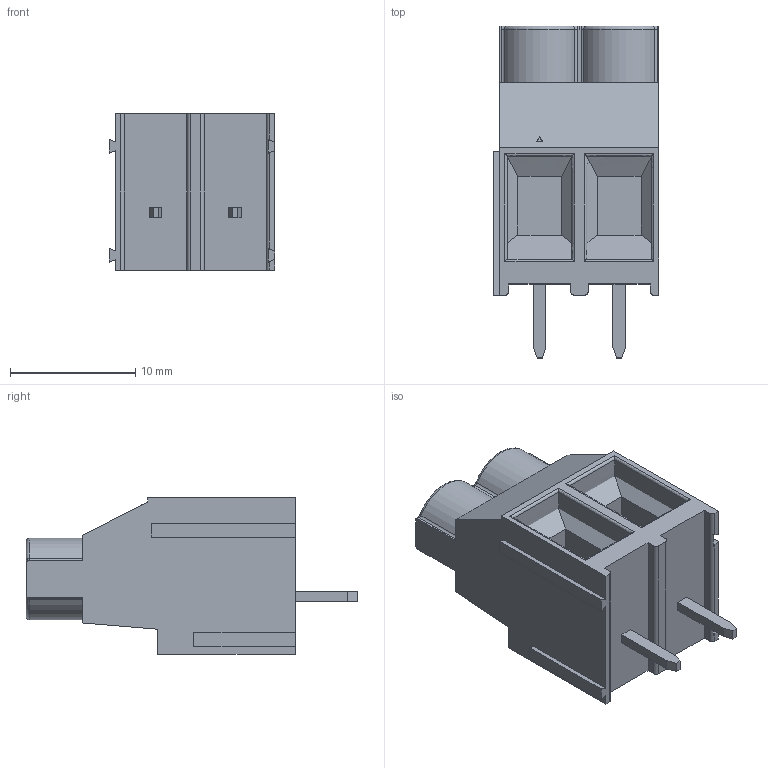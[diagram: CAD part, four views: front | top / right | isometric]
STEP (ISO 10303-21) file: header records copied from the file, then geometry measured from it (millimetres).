
FILE_DESCRIPTION (( 'STEP AP214' ), '1' );
FILE_NAME ('DG636-6.35-02P-14-00AH.STEP', '2021-01-16T22:10:28', ( '' ), ( '' ), 'SwSTEP 2.0', 'SolidWorks 2020', '' );
FILE_SCHEMA (( 'AUTOMOTIVE_DESIGN' ));
Length unit declared in the file: millimetre
Products named in the file (1): DG636-6.35-02P-14-00AH
Bounding box: 13.25 x 26.5 x 12.5 mm (x, y, z)
Volume: 2022.7 mm3; surface area: 2008.5 mm2
Topology: 1 solids, 1 shells, 459 faces, 1239 edges, 818 vertices
Faces by surface type: plane 219, bspline 184, cylinder 36, torus 20
Entity records: 27392 total; most frequent: CARTESIAN_POINT 13399, ORIENTED_EDGE 2478, DIRECTION 1501, EDGE_CURVE 1239, VERTEX_POINT 818, LINE 737, VECTOR 737, EDGE_LOOP 495
